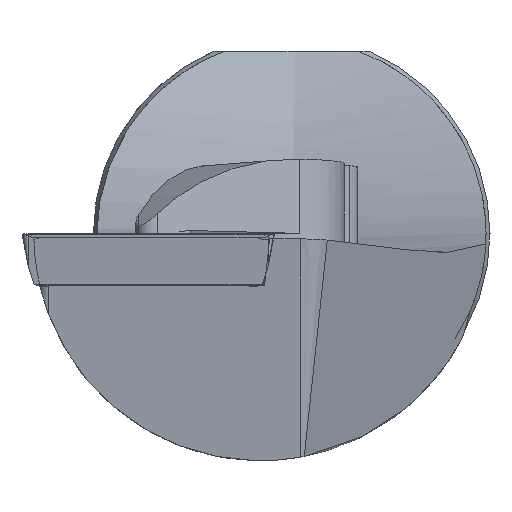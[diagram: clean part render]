
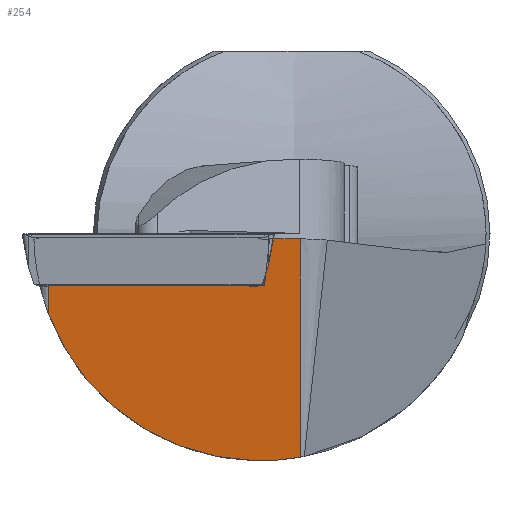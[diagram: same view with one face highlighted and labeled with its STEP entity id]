
A CAD part, left-side view. The second image highlights one B-rep face of the part: STEP entity #254.
In plain terms, the highlighted planar face has unit normal (-0.993, 0, -0.122).
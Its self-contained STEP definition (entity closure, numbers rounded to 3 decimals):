
#204=PLANE('',#1094);
#254=ADVANCED_FACE('',(#312),#204,.F.);
#312=FACE_OUTER_BOUND('',#362,.T.);
#362=EDGE_LOOP('',(#661,#662,#663,#664,#665,#666));
#412=LINE('',#1937,#485);
#413=LINE('',#1940,#486);
#414=LINE('',#1944,#487);
#415=LINE('',#1945,#488);
#485=VECTOR('',#1203,1.);
#486=VECTOR('',#1204,1.);
#487=VECTOR('',#1207,1.);
#488=VECTOR('',#1208,1.);
#568=B_SPLINE_CURVE_WITH_KNOTS('',3,(#1633,#1634,#1635,#1636),
 .UNSPECIFIED.,.F.,.F.,(4,4),(0.,1.),.UNSPECIFIED.);
#661=ORIENTED_EDGE('',*,*,#974,.T.);
#662=ORIENTED_EDGE('',*,*,#975,.F.);
#663=ORIENTED_EDGE('',*,*,#976,.T.);
#664=ORIENTED_EDGE('',*,*,#977,.T.);
#665=ORIENTED_EDGE('',*,*,#969,.T.);
#666=ORIENTED_EDGE('',*,*,#978,.T.);
#874=VERTEX_POINT('',#1631);
#876=VERTEX_POINT('',#1637);
#879=VERTEX_POINT('',#1938);
#880=VERTEX_POINT('',#1939);
#881=VERTEX_POINT('',#1941);
#882=VERTEX_POINT('',#1943);
#969=EDGE_CURVE('',#876,#874,#568,.T.);
#974=EDGE_CURVE('',#879,#880,#412,.T.);
#975=EDGE_CURVE('',#881,#880,#413,.T.);
#976=EDGE_CURVE('',#881,#882,#1064,.T.);
#977=EDGE_CURVE('',#882,#876,#414,.T.);
#978=EDGE_CURVE('',#874,#879,#415,.T.);
#1064=ELLIPSE('',#1093,14.407,14.3);
#1093=AXIS2_PLACEMENT_3D('',#1942,#1205,#1206);
#1094=AXIS2_PLACEMENT_3D('',#1946,#1209,#1210);
#1203=DIRECTION('',(0.,1.,0.));
#1204=DIRECTION('',(-0.122,0.,0.993));
#1205=DIRECTION('',(-0.993,0.,-0.122));
#1206=DIRECTION('',(-0.122,0.,0.993));
#1207=DIRECTION('',(-0.122,0.,0.993));
#1208=DIRECTION('',(0.121,0.11,-0.987));
#1209=DIRECTION('',(0.993,0.,0.122));
#1210=DIRECTION('',(0.122,0.,-0.993));
#1631=CARTESIAN_POINT('',(0.34,1.391,-0.325));
#1633=CARTESIAN_POINT('',(0.34,-0.554,-0.325));
#1634=CARTESIAN_POINT('',(0.34,0.094,-0.325));
#1635=CARTESIAN_POINT('',(0.34,0.743,-0.325));
#1636=CARTESIAN_POINT('',(0.34,1.391,-0.325));
#1637=CARTESIAN_POINT('',(0.34,-0.554,-0.325));
#1937=CARTESIAN_POINT('',(0.697,-0.554,-3.237));
#1938=CARTESIAN_POINT('',(0.697,1.715,-3.237));
#1939=CARTESIAN_POINT('',(0.697,15.342,-3.237));
#1940=CARTESIAN_POINT('',(0.3,15.342,0.));
#1941=CARTESIAN_POINT('',(0.916,15.342,-5.014));
#1942=CARTESIAN_POINT('',(0.3,1.95,0.));
#1943=CARTESIAN_POINT('',(2.029,-0.554,-14.079));
#1944=CARTESIAN_POINT('',(0.3,-0.554,0.));
#1945=CARTESIAN_POINT('',(-0.476,0.654,6.32));
#1946=CARTESIAN_POINT('',(0.3,-0.554,0.));
